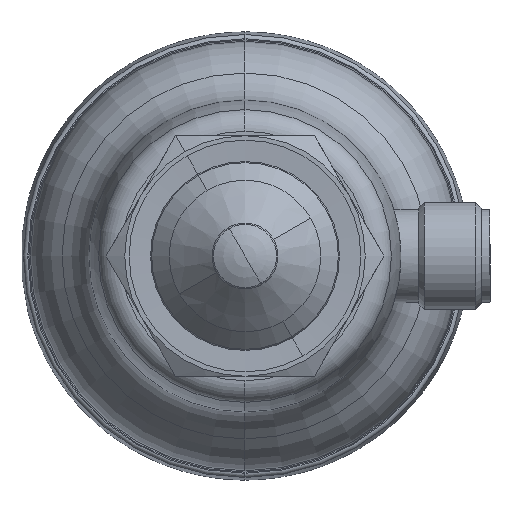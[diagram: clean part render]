
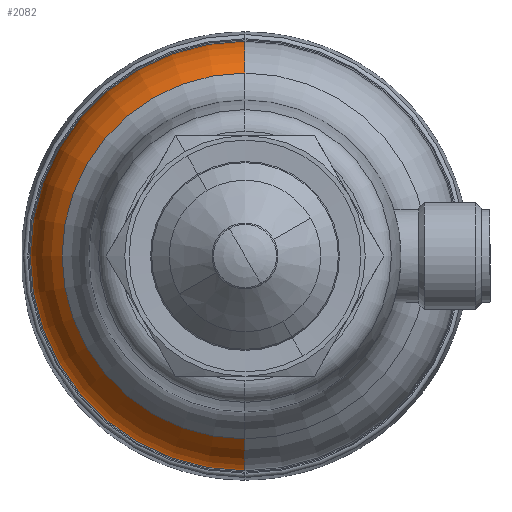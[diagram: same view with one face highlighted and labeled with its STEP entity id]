
A CAD part, left-side view. The second image highlights one B-rep face of the part: STEP entity #2082.
In plain terms, the highlighted toroidal (fillet/blend) face has major radius 14.1 mm and minor radius 10 mm.
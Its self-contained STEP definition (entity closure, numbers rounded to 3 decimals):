
#170 = CARTESIAN_POINT ( 'NONE',  ( -15.8, 0., 0. ) ) ;
#201 = DIRECTION ( 'NONE',  ( 0., -1., 0. ) ) ;
#672 = DIRECTION ( 'NONE',  ( 0., 0., -1. ) ) ;
#901 = DIRECTION ( 'NONE',  ( 0., 0., -1. ) ) ;
#1214 = EDGE_LOOP ( 'NONE', ( #8148, #10239, #17408, #16308 ) ) ;
#1945 = CARTESIAN_POINT ( 'NONE',  ( -15.8, 0., -24.1 ) ) ;
#2082 = ADVANCED_FACE ( 'NONE', ( #6039 ), #3241, .T. ) ;
#2882 = CIRCLE ( 'NONE', #16553, 20.532 ) ;
#3241 = TOROIDAL_SURFACE ( 'NONE', #7112, 14.1, 10. ) ;
#3345 = VERTEX_POINT ( 'NONE', #14567 ) ;
#3854 = CIRCLE ( 'NONE', #7127, 24.1 ) ;
#3998 = VERTEX_POINT ( 'NONE', #8325 ) ;
#5270 = DIRECTION ( 'NONE',  ( 0., 0., 1. ) ) ;
#5652 = DIRECTION ( 'NONE',  ( 1., 0., 0. ) ) ;
#5782 = CARTESIAN_POINT ( 'NONE',  ( -15.8, 0., -14.1 ) ) ;
#6039 = FACE_OUTER_BOUND ( 'NONE', #1214, .T. ) ;
#6210 = DIRECTION ( 'NONE',  ( 0., 0., -1. ) ) ;
#7054 = DIRECTION ( 'NONE',  ( 0., 0., -1. ) ) ;
#7112 = AXIS2_PLACEMENT_3D ( 'NONE', #170, #5652, #7054 ) ;
#7127 = AXIS2_PLACEMENT_3D ( 'NONE', #13725, #16693, #901 ) ;
#7941 = VERTEX_POINT ( 'NONE', #1945 ) ;
#8036 = AXIS2_PLACEMENT_3D ( 'NONE', #5782, #201, #672 ) ;
#8148 = ORIENTED_EDGE ( 'NONE', *, *, #15824, .T. ) ;
#8325 = CARTESIAN_POINT ( 'NONE',  ( -15.8, 0., 24.1 ) ) ;
#8380 = EDGE_CURVE ( 'NONE', #12649, #7941, #10971, .T. ) ;
#8997 = CARTESIAN_POINT ( 'NONE',  ( -23.457, 0., 0. ) ) ;
#9475 = EDGE_CURVE ( 'NONE', #7941, #3998, #3854, .T. ) ;
#9642 = DIRECTION ( 'NONE',  ( 0., 1., 0. ) ) ;
#10239 = ORIENTED_EDGE ( 'NONE', *, *, #13330, .T. ) ;
#10971 = CIRCLE ( 'NONE', #8036, 10. ) ;
#12649 = VERTEX_POINT ( 'NONE', #15262 ) ;
#13330 = EDGE_CURVE ( 'NONE', #3345, #3998, #14886, .T. ) ;
#13725 = CARTESIAN_POINT ( 'NONE',  ( -15.8, 0., 0. ) ) ;
#14567 = CARTESIAN_POINT ( 'NONE',  ( -23.457, 0., 20.532 ) ) ;
#14886 = CIRCLE ( 'NONE', #15771, 10. ) ;
#15262 = CARTESIAN_POINT ( 'NONE',  ( -23.457, 0., -20.532 ) ) ;
#15771 = AXIS2_PLACEMENT_3D ( 'NONE', #16524, #9642, #5270 ) ;
#15824 = EDGE_CURVE ( 'NONE', #12649, #3345, #2882, .T. ) ;
#16308 = ORIENTED_EDGE ( 'NONE', *, *, #8380, .F. ) ;
#16524 = CARTESIAN_POINT ( 'NONE',  ( -15.8, 0., 14.1 ) ) ;
#16553 = AXIS2_PLACEMENT_3D ( 'NONE', #8997, #17816, #6210 ) ;
#16693 = DIRECTION ( 'NONE',  ( 1., 0., 0. ) ) ;
#17408 = ORIENTED_EDGE ( 'NONE', *, *, #9475, .F. ) ;
#17816 = DIRECTION ( 'NONE',  ( 1., 0., 0. ) ) ;
